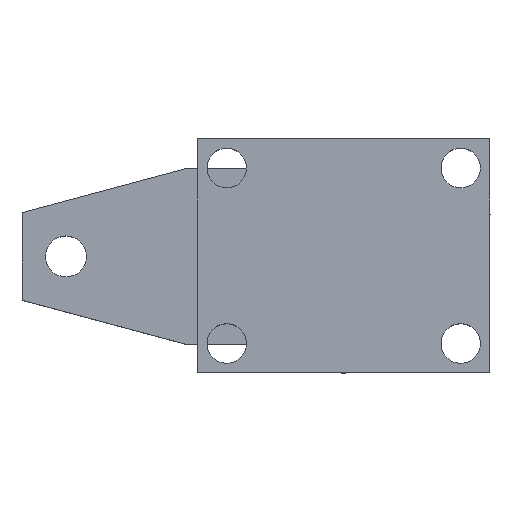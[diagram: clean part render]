
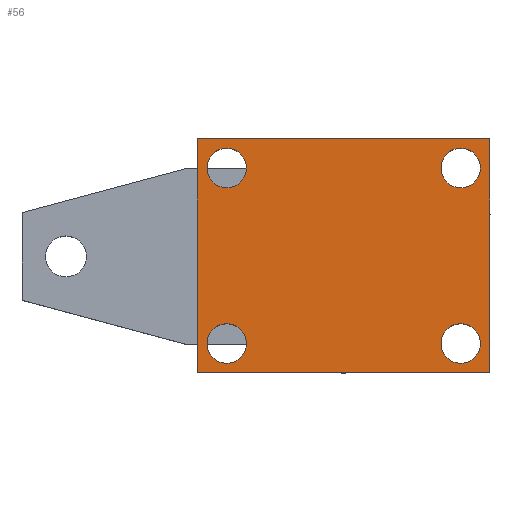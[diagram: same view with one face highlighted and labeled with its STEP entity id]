
A CAD part, top view. The second image highlights one B-rep face of the part: STEP entity #56.
In plain terms, the highlighted planar face has unit normal (0, 0, 1).
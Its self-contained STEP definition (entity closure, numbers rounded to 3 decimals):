
#56 = ADVANCED_FACE ( 'NONE', ( #3684, #3878, #3764, #3930, #3853 ), #2963, .T. ) ;
#668 = VERTEX_POINT ( 'NONE', #4712 ) ;
#699 = VERTEX_POINT ( 'NONE', #4684 ) ;
#703 = VERTEX_POINT ( 'NONE', #4687 ) ;
#707 = EDGE_LOOP ( 'NONE', ( #3272, #3543 ) ) ;
#747 = ORIENTED_EDGE ( 'NONE', *, *, #5843, .T. ) ;
#753 = VERTEX_POINT ( 'NONE', #4660 ) ;
#758 = VERTEX_POINT ( 'NONE', #4655 ) ;
#762 = VERTEX_POINT ( 'NONE', #4654 ) ;
#766 = EDGE_LOOP ( 'NONE', ( #1008, #747, #769, #798 ) ) ;
#769 = ORIENTED_EDGE ( 'NONE', *, *, #6204, .T. ) ;
#773 = VERTEX_POINT ( 'NONE', #4647 ) ;
#798 = ORIENTED_EDGE ( 'NONE', *, *, #6054, .T. ) ;
#810 = ORIENTED_EDGE ( 'NONE', *, *, #5845, .F. ) ;
#835 = VERTEX_POINT ( 'NONE', #4614 ) ;
#978 = ORIENTED_EDGE ( 'NONE', *, *, #6185, .F. ) ;
#981 = VERTEX_POINT ( 'NONE', #4543 ) ;
#1008 = ORIENTED_EDGE ( 'NONE', *, *, #6163, .T. ) ;
#1025 = EDGE_LOOP ( 'NONE', ( #3271, #3349 ) ) ;
#1068 = EDGE_LOOP ( 'NONE', ( #3269, #1159 ) ) ;
#1114 = VERTEX_POINT ( 'NONE', #4492 ) ;
#1130 = EDGE_LOOP ( 'NONE', ( #978, #810 ) ) ;
#1159 = ORIENTED_EDGE ( 'NONE', *, *, #5811, .F. ) ;
#1164 = VERTEX_POINT ( 'NONE', #4501 ) ;
#1179 = VERTEX_POINT ( 'NONE', #4486 ) ;
#1625 = DIRECTION ( 'NONE',  ( 0., -1., 0. ) ) ;
#1626 = CARTESIAN_POINT ( 'NONE',  ( -50., 40., 22. ) ) ;
#1663 = DIRECTION ( 'NONE',  ( 1., 0., 0. ) ) ;
#1664 = DIRECTION ( 'NONE',  ( 0., 0., 1. ) ) ;
#1665 = CARTESIAN_POINT ( 'NONE',  ( -40., 30., 22. ) ) ;
#1672 = DIRECTION ( 'NONE',  ( 1., 0., 0. ) ) ;
#1673 = DIRECTION ( 'NONE',  ( 0., 0., 1. ) ) ;
#1674 = CARTESIAN_POINT ( 'NONE',  ( -40., -30., 22. ) ) ;
#1685 = DIRECTION ( 'NONE',  ( 1., 0., 0. ) ) ;
#1686 = DIRECTION ( 'NONE',  ( 0., 0., 1. ) ) ;
#1687 = CARTESIAN_POINT ( 'NONE',  ( 40., -30., 22. ) ) ;
#1739 = DIRECTION ( 'NONE',  ( 1., 0., 0. ) ) ;
#1740 = DIRECTION ( 'NONE',  ( 0., 0., 1. ) ) ;
#1741 = CARTESIAN_POINT ( 'NONE',  ( 40., 30., 22. ) ) ;
#1745 = DIRECTION ( 'NONE',  ( 0., 1., 0. ) ) ;
#1746 = CARTESIAN_POINT ( 'NONE',  ( 50., 40., 22. ) ) ;
#2329 = CIRCLE ( 'NONE', #5612, 6.75 ) ;
#2365 = CIRCLE ( 'NONE', #5731, 6.75 ) ;
#2417 = VECTOR ( 'NONE', #5071, 1000. ) ;
#2439 = LINE ( 'NONE', #5057, #2417 ) ;
#2446 = CIRCLE ( 'NONE', #5615, 6.75 ) ;
#2448 = CIRCLE ( 'NONE', #5609, 6.75 ) ;
#2505 = CIRCLE ( 'NONE', #5732, 6.75 ) ;
#2599 = VECTOR ( 'NONE', #1745, 1000. ) ;
#2619 = LINE ( 'NONE', #1746, #2599 ) ;
#2741 = DIRECTION ( 'NONE',  ( 0., 0., 1. ) ) ;
#2791 = CARTESIAN_POINT ( 'NONE',  ( 0., 0., 22. ) ) ;
#2795 = DIRECTION ( 'NONE',  ( 1., 0., 0. ) ) ;
#2839 = CIRCLE ( 'NONE', #5636, 6.75 ) ;
#2867 = VECTOR ( 'NONE', #5344, 1000. ) ;
#2917 = LINE ( 'NONE', #5357, #2867 ) ;
#2963 = PLANE ( 'NONE',  #5742 ) ;
#3269 = ORIENTED_EDGE ( 'NONE', *, *, #6164, .F. ) ;
#3271 = ORIENTED_EDGE ( 'NONE', *, *, #6188, .F. ) ;
#3272 = ORIENTED_EDGE ( 'NONE', *, *, #6180, .F. ) ;
#3349 = ORIENTED_EDGE ( 'NONE', *, *, #6053, .F. ) ;
#3543 = ORIENTED_EDGE ( 'NONE', *, *, #5839, .F. ) ;
#3684 = FACE_BOUND ( 'NONE', #1068, .T. ) ;
#3764 = FACE_OUTER_BOUND ( 'NONE', #766, .T. ) ;
#3809 = CIRCLE ( 'NONE', #5736, 6.75 ) ;
#3853 = FACE_BOUND ( 'NONE', #1025, .T. ) ;
#3878 = FACE_BOUND ( 'NONE', #1130, .T. ) ;
#3930 = FACE_BOUND ( 'NONE', #707, .T. ) ;
#4094 = VECTOR ( 'NONE', #1625, 1000. ) ;
#4109 = LINE ( 'NONE', #1626, #4094 ) ;
#4257 = CIRCLE ( 'NONE', #5604, 6.75 ) ;
#4375 = DIRECTION ( 'NONE',  ( 1., 0., 0. ) ) ;
#4409 = DIRECTION ( 'NONE',  ( 0., 0., 1. ) ) ;
#4440 = CARTESIAN_POINT ( 'NONE',  ( 40., 30., 22. ) ) ;
#4486 = CARTESIAN_POINT ( 'NONE',  ( -33.25, 30., 22. ) ) ;
#4492 = CARTESIAN_POINT ( 'NONE',  ( 33.25, -30., 22. ) ) ;
#4501 = CARTESIAN_POINT ( 'NONE',  ( 46.75, -30., 22. ) ) ;
#4543 = CARTESIAN_POINT ( 'NONE',  ( -46.75, 30., 22. ) ) ;
#4614 = CARTESIAN_POINT ( 'NONE',  ( 46.75, 30., 22. ) ) ;
#4647 = CARTESIAN_POINT ( 'NONE',  ( -50., -40., 22. ) ) ;
#4654 = CARTESIAN_POINT ( 'NONE',  ( 33.25, 30., 22. ) ) ;
#4655 = CARTESIAN_POINT ( 'NONE',  ( -46.75, -30., 22. ) ) ;
#4660 = CARTESIAN_POINT ( 'NONE',  ( -50., 40., 22. ) ) ;
#4684 = CARTESIAN_POINT ( 'NONE',  ( 50., -40., 22. ) ) ;
#4687 = CARTESIAN_POINT ( 'NONE',  ( -33.25, -30., 22. ) ) ;
#4712 = CARTESIAN_POINT ( 'NONE',  ( 50., 40., 22. ) ) ;
#5054 = DIRECTION ( 'NONE',  ( 1., 0., 0. ) ) ;
#5055 = DIRECTION ( 'NONE',  ( 0., 0., 1. ) ) ;
#5056 = CARTESIAN_POINT ( 'NONE',  ( -40., 30., 22. ) ) ;
#5057 = CARTESIAN_POINT ( 'NONE',  ( -50., -40., 22. ) ) ;
#5071 = DIRECTION ( 'NONE',  ( 1., 0., 0. ) ) ;
#5303 = DIRECTION ( 'NONE',  ( 0., 0., 1. ) ) ;
#5304 = CARTESIAN_POINT ( 'NONE',  ( -40., -30., 22. ) ) ;
#5312 = DIRECTION ( 'NONE',  ( 1., 0., 0. ) ) ;
#5344 = DIRECTION ( 'NONE',  ( -1., 0., 0. ) ) ;
#5346 = DIRECTION ( 'NONE',  ( 1., 0., 0. ) ) ;
#5347 = DIRECTION ( 'NONE',  ( 0., 0., 1. ) ) ;
#5348 = CARTESIAN_POINT ( 'NONE',  ( 40., -30., 22. ) ) ;
#5357 = CARTESIAN_POINT ( 'NONE',  ( -50., 40., 22. ) ) ;
#5604 = AXIS2_PLACEMENT_3D ( 'NONE', #1665, #1664, #1663 ) ;
#5609 = AXIS2_PLACEMENT_3D ( 'NONE', #1674, #1673, #1672 ) ;
#5612 = AXIS2_PLACEMENT_3D ( 'NONE', #1687, #1686, #1685 ) ;
#5615 = AXIS2_PLACEMENT_3D ( 'NONE', #1741, #1740, #1739 ) ;
#5636 = AXIS2_PLACEMENT_3D ( 'NONE', #5056, #5055, #5054 ) ;
#5731 = AXIS2_PLACEMENT_3D ( 'NONE', #5304, #5303, #5312 ) ;
#5732 = AXIS2_PLACEMENT_3D ( 'NONE', #5348, #5347, #5346 ) ;
#5736 = AXIS2_PLACEMENT_3D ( 'NONE', #4440, #4409, #4375 ) ;
#5742 = AXIS2_PLACEMENT_3D ( 'NONE', #2791, #2741, #2795 ) ;
#5811 = EDGE_CURVE ( 'NONE', #835, #762, #3809, .T. ) ;
#5839 = EDGE_CURVE ( 'NONE', #1164, #1114, #2505, .T. ) ;
#5843 = EDGE_CURVE ( 'NONE', #668, #753, #2917, .T. ) ;
#5845 = EDGE_CURVE ( 'NONE', #703, #758, #2365, .T. ) ;
#6053 = EDGE_CURVE ( 'NONE', #1179, #981, #2839, .T. ) ;
#6054 = EDGE_CURVE ( 'NONE', #773, #699, #2439, .T. ) ;
#6163 = EDGE_CURVE ( 'NONE', #699, #668, #2619, .T. ) ;
#6164 = EDGE_CURVE ( 'NONE', #762, #835, #2446, .T. ) ;
#6180 = EDGE_CURVE ( 'NONE', #1114, #1164, #2329, .T. ) ;
#6185 = EDGE_CURVE ( 'NONE', #758, #703, #2448, .T. ) ;
#6188 = EDGE_CURVE ( 'NONE', #981, #1179, #4257, .T. ) ;
#6204 = EDGE_CURVE ( 'NONE', #753, #773, #4109, .T. ) ;
